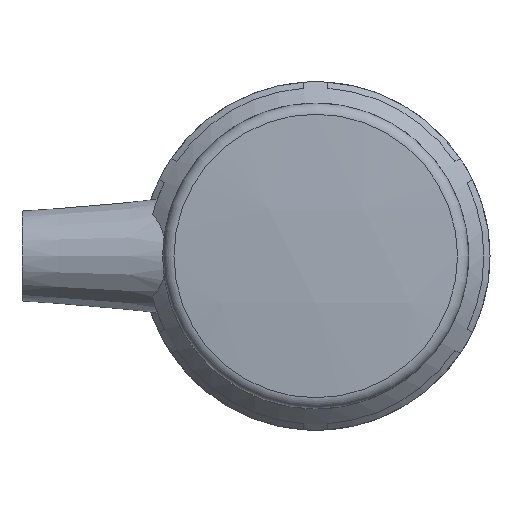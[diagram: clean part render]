
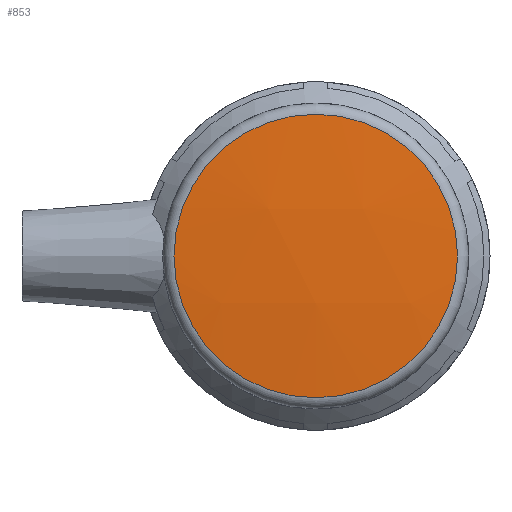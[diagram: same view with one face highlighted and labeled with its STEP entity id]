
A CAD part, left-side view. The second image highlights one B-rep face of the part: STEP entity #853.
In plain terms, the highlighted spherical face has radius 258.666 mm.
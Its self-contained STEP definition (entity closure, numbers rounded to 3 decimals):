
#15=SPHERICAL_SURFACE('',#945,258.666);
#104=CIRCLE('',#942,23.656);
#178=FACE_OUTER_BOUND('',#241,.T.);
#241=EDGE_LOOP('',(#728));
#426=VERTEX_POINT('',#1512);
#537=EDGE_CURVE('',#426,#426,#104,.T.);
#728=ORIENTED_EDGE('',*,*,#537,.F.);
#853=ADVANCED_FACE('',(#178),#15,.T.);
#942=AXIS2_PLACEMENT_3D('',#1513,#1140,#1141);
#945=AXIS2_PLACEMENT_3D('',#1523,#1146,#1147);
#1140=DIRECTION('center_axis',(1.,0.,0.));
#1141=DIRECTION('ref_axis',(0.,-1.,0.));
#1146=DIRECTION('center_axis',(0.,0.,1.));
#1147=DIRECTION('ref_axis',(1.,0.,0.));
#1512=CARTESIAN_POINT('',(-61.916,23.656,0.));
#1513=CARTESIAN_POINT('Origin',(-61.916,0.,
0.));
#1523=CARTESIAN_POINT('Origin',(195.666,0.,0.));
